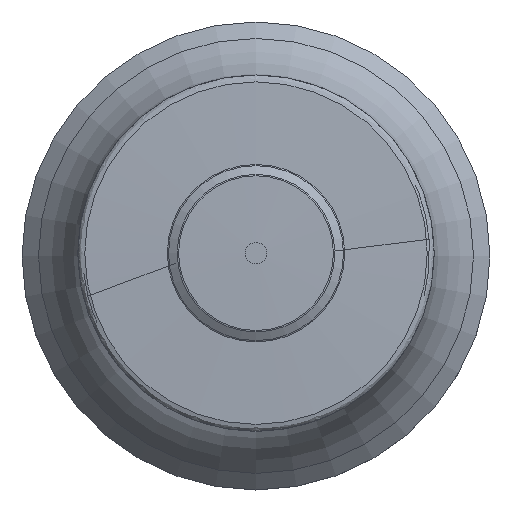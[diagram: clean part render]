
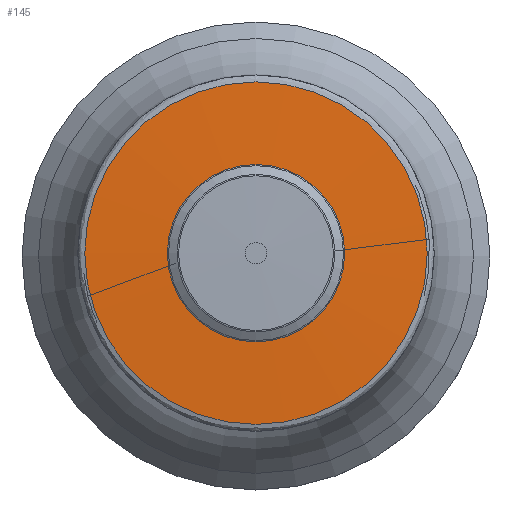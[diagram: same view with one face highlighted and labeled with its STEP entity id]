
A CAD part, top view. The second image highlights one B-rep face of the part: STEP entity #145.
In plain terms, the highlighted face is a revolution surface.
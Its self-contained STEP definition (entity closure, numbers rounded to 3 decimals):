
#34=SURFACE_OF_REVOLUTION('',#82,#40);
#40=AXIS1_PLACEMENT('',#757,#588);
#82=B_SPLINE_CURVE_WITH_KNOTS('',5,(#751,#752,#753,#754,#755,#756),
 .UNSPECIFIED.,.F.,.F.,(6,6),(0.,1.),.UNSPECIFIED.);
#145=ADVANCED_FACE('',(#195,#196),#34,.F.);
#195=FACE_BOUND('',#246,.T.);
#196=FACE_BOUND('',#247,.T.);
#246=EDGE_LOOP('',(#322));
#247=EDGE_LOOP('',(#323));
#322=ORIENTED_EDGE('',*,*,#400,.T.);
#323=ORIENTED_EDGE('',*,*,#399,.F.);
#361=VERTEX_POINT('',#725);
#362=VERTEX_POINT('',#750);
#399=EDGE_CURVE('',#361,#361,#423,.T.);
#400=EDGE_CURVE('',#362,#362,#424,.T.);
#423=CIRCLE('',#474,18.3);
#424=CIRCLE('',#475,9.473);
#474=AXIS2_PLACEMENT_3D('',#724,#583,#584);
#475=AXIS2_PLACEMENT_3D('',#749,#586,#587);
#583=DIRECTION('',(0.,0.,-1.));
#584=DIRECTION('',(-1.,0.,0.));
#586=DIRECTION('',(0.,0.,-1.));
#587=DIRECTION('',(-1.,0.,0.));
#588=DIRECTION('',(0.,0.,-1.));
#724=CARTESIAN_POINT('',(0.,0.,176.271));
#725=CARTESIAN_POINT('',(-18.3,0.,176.271));
#749=CARTESIAN_POINT('',(0.,0.,176.588));
#750=CARTESIAN_POINT('',(-9.473,0.,176.588));
#751=CARTESIAN_POINT('',(18.3,0.,176.271));
#752=CARTESIAN_POINT('',(16.535,0.,176.335));
#753=CARTESIAN_POINT('',(14.769,0.,176.398));
#754=CARTESIAN_POINT('',(13.004,0.,176.461));
#755=CARTESIAN_POINT('',(11.239,0.,176.525));
#756=CARTESIAN_POINT('',(9.473,0.,176.588));
#757=CARTESIAN_POINT('',(0.,0.,0.));
